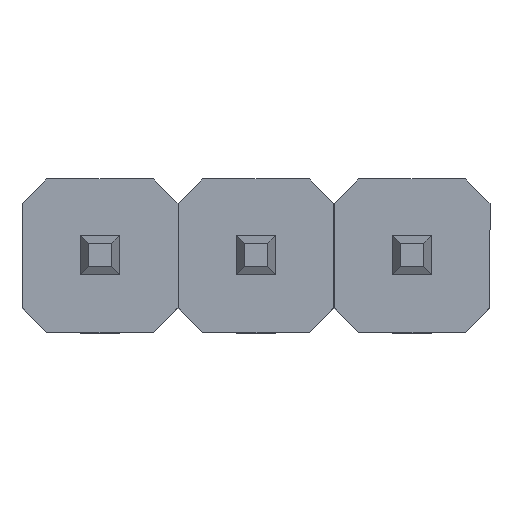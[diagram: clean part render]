
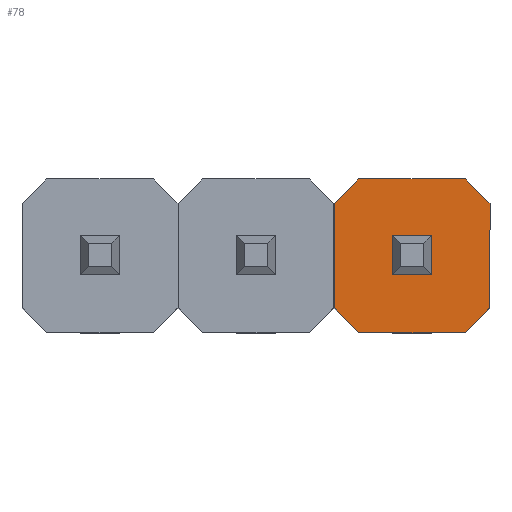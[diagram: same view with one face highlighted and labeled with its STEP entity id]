
A CAD part, top view. The second image highlights one B-rep face of the part: STEP entity #78.
In plain terms, the highlighted planar face has unit normal (0, 0, 1).
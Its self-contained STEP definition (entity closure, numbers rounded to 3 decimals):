
#18 = ORIENTED_EDGE ( 'NONE', *, *, #107, .T. ) ;
#22 = ORIENTED_EDGE ( 'NONE', *, *, #121, .T. ) ;
#78 = ADVANCED_FACE ( 'NONE', ( #1013 ), #601, .F. ) ;
#97 = EDGE_CURVE ( 'NONE', #494, #460, #1049, .T. ) ;
#104 = EDGE_CURVE ( 'NONE', #465, #472, #1090, .T. ) ;
#107 = EDGE_CURVE ( 'NONE', #480, #485, #1091, .T. ) ;
#108 = EDGE_CURVE ( 'NONE', #472, #497, #1113, .T. ) ;
#112 = EDGE_CURVE ( 'NONE', #497, #494, #1094, .T. ) ;
#121 = EDGE_CURVE ( 'NONE', #505, #465, #1121, .T. ) ;
#146 = EDGE_CURVE ( 'NONE', #460, #480, #1134, .T. ) ;
#157 = EDGE_CURVE ( 'NONE', #485, #505, #1159, .T. ) ;
#214 = AXIS2_PLACEMENT_3D ( 'NONE', #607, #588, #617 ) ;
#460 = VERTEX_POINT ( 'NONE', #814 ) ;
#465 = VERTEX_POINT ( 'NONE', #838 ) ;
#472 = VERTEX_POINT ( 'NONE', #816 ) ;
#480 = VERTEX_POINT ( 'NONE', #810 ) ;
#485 = VERTEX_POINT ( 'NONE', #796 ) ;
#494 = VERTEX_POINT ( 'NONE', #833 ) ;
#497 = VERTEX_POINT ( 'NONE', #812 ) ;
#505 = VERTEX_POINT ( 'NONE', #842 ) ;
#588 = DIRECTION ( 'NONE',  ( 0., 0., -1. ) ) ;
#601 = PLANE ( 'NONE',  #214 ) ;
#607 = CARTESIAN_POINT ( 'NONE',  ( 0., 2.5, 2.54 ) ) ;
#617 = DIRECTION ( 'NONE',  ( -1., 0., 0. ) ) ;
#626 = DIRECTION ( 'NONE',  ( -0.707, -0.707, 0. ) ) ;
#628 = DIRECTION ( 'NONE',  ( 0., 1., 0. ) ) ;
#634 = DIRECTION ( 'NONE',  ( 0.707, -0.707, 0. ) ) ;
#644 = CARTESIAN_POINT ( 'NONE',  ( 0., 2.1, 2.54 ) ) ;
#661 = CARTESIAN_POINT ( 'NONE',  ( 2.54, 0., 2.54 ) ) ;
#667 = CARTESIAN_POINT ( 'NONE',  ( 0.4, 0., 2.54 ) ) ;
#671 = DIRECTION ( 'NONE',  ( 0.707, 0.707, 0. ) ) ;
#678 = CARTESIAN_POINT ( 'NONE',  ( 2.14, 2.5, 2.54 ) ) ;
#689 = DIRECTION ( 'NONE',  ( -1., 0., 0. ) ) ;
#690 = DIRECTION ( 'NONE',  ( -0.707, 0.707, 0. ) ) ;
#696 = CARTESIAN_POINT ( 'NONE',  ( 0., 2.5, 2.54 ) ) ;
#697 = CARTESIAN_POINT ( 'NONE',  ( 2.54, 0.4, 2.54 ) ) ;
#748 = CARTESIAN_POINT ( 'NONE',  ( 0., 0., 2.54 ) ) ;
#753 = DIRECTION ( 'NONE',  ( 0., -1., 0. ) ) ;
#754 = CARTESIAN_POINT ( 'NONE',  ( 0., 0., 2.54 ) ) ;
#783 = DIRECTION ( 'NONE',  ( 1., 0., 0. ) ) ;
#796 = CARTESIAN_POINT ( 'NONE',  ( 0.4, 0., 2.54 ) ) ;
#810 = CARTESIAN_POINT ( 'NONE',  ( 0., 0.4, 2.54 ) ) ;
#812 = CARTESIAN_POINT ( 'NONE',  ( 2.14, 2.5, 2.54 ) ) ;
#814 = CARTESIAN_POINT ( 'NONE',  ( 0., 2.1, 2.54 ) ) ;
#816 = CARTESIAN_POINT ( 'NONE',  ( 2.54, 2.1, 2.54 ) ) ;
#833 = CARTESIAN_POINT ( 'NONE',  ( 0.4, 2.5, 2.54 ) ) ;
#838 = CARTESIAN_POINT ( 'NONE',  ( 2.54, 0.4, 2.54 ) ) ;
#842 = CARTESIAN_POINT ( 'NONE',  ( 2.14, 0., 2.54 ) ) ;
#874 = ORIENTED_EDGE ( 'NONE', *, *, #104, .T. ) ;
#884 = ORIENTED_EDGE ( 'NONE', *, *, #112, .T. ) ;
#887 = ORIENTED_EDGE ( 'NONE', *, *, #108, .T. ) ;
#904 = ORIENTED_EDGE ( 'NONE', *, *, #146, .T. ) ;
#911 = ORIENTED_EDGE ( 'NONE', *, *, #97, .T. ) ;
#919 = ORIENTED_EDGE ( 'NONE', *, *, #157, .T. ) ;
#1011 = VECTOR ( 'NONE', #626, 1000. ) ;
#1013 = FACE_OUTER_BOUND ( 'NONE', #1059, .T. ) ;
#1049 = LINE ( 'NONE', #644, #1011 ) ;
#1059 = EDGE_LOOP ( 'NONE', ( #904, #18, #919, #22, #874, #887, #884, #911 ) ) ;
#1069 = VECTOR ( 'NONE', #690, 1000. ) ;
#1086 = VECTOR ( 'NONE', #689, 1000. ) ;
#1090 = LINE ( 'NONE', #661, #1117 ) ;
#1091 = LINE ( 'NONE', #667, #1124 ) ;
#1094 = LINE ( 'NONE', #696, #1086 ) ;
#1098 = VECTOR ( 'NONE', #671, 1000. ) ;
#1113 = LINE ( 'NONE', #678, #1069 ) ;
#1117 = VECTOR ( 'NONE', #628, 1000. ) ;
#1121 = LINE ( 'NONE', #697, #1098 ) ;
#1124 = VECTOR ( 'NONE', #634, 1000. ) ;
#1134 = LINE ( 'NONE', #748, #1160 ) ;
#1157 = VECTOR ( 'NONE', #783, 1000. ) ;
#1159 = LINE ( 'NONE', #754, #1157 ) ;
#1160 = VECTOR ( 'NONE', #753, 1000. ) ;
